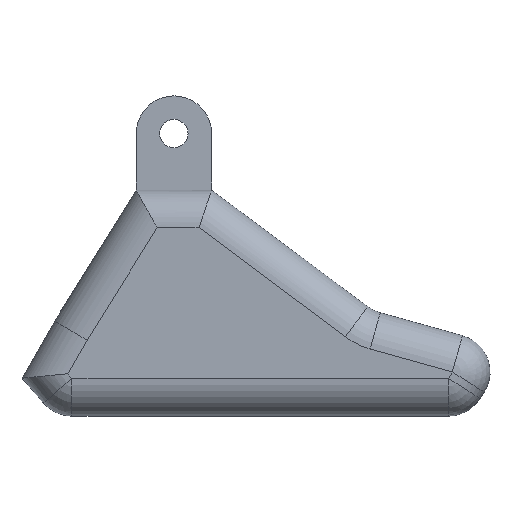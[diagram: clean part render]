
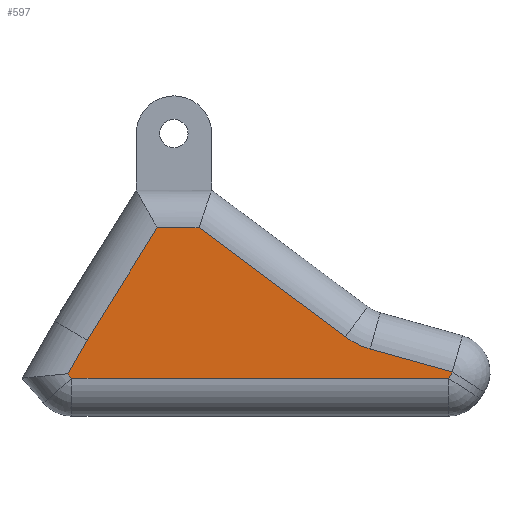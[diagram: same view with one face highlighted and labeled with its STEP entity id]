
A CAD part, left-side view. The second image highlights one B-rep face of the part: STEP entity #597.
In plain terms, the highlighted planar face has unit normal (-1, 0, 0).
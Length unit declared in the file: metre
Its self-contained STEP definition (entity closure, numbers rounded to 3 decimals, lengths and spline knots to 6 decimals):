
#50=LINE('',#953,#100);
#51=LINE('',#955,#101);
#52=LINE('',#957,#102);
#53=LINE('',#959,#103);
#54=LINE('',#961,#104);
#55=LINE('',#963,#105);
#56=LINE('',#965,#106);
#57=LINE('',#967,#107);
#100=VECTOR('',#740,1.);
#101=VECTOR('',#741,1.);
#102=VECTOR('',#742,1.);
#103=VECTOR('',#743,1.);
#104=VECTOR('',#744,1.);
#105=VECTOR('',#745,1.);
#106=VECTOR('',#746,1.);
#107=VECTOR('',#747,1.);
#150=ORIENTED_EDGE('',*,*,#326,.F.);
#151=ORIENTED_EDGE('',*,*,#327,.T.);
#152=ORIENTED_EDGE('',*,*,#328,.T.);
#153=ORIENTED_EDGE('',*,*,#329,.T.);
#154=ORIENTED_EDGE('',*,*,#330,.T.);
#155=ORIENTED_EDGE('',*,*,#331,.T.);
#156=ORIENTED_EDGE('',*,*,#332,.T.);
#157=ORIENTED_EDGE('',*,*,#333,.T.);
#158=ORIENTED_EDGE('',*,*,#334,.T.);
#326=EDGE_CURVE('',#414,#415,#462,.F.);
#327=EDGE_CURVE('',#414,#416,#50,.F.);
#328=EDGE_CURVE('',#416,#417,#51,.T.);
#329=EDGE_CURVE('',#417,#418,#52,.T.);
#330=EDGE_CURVE('',#418,#419,#53,.T.);
#331=EDGE_CURVE('',#419,#420,#54,.T.);
#332=EDGE_CURVE('',#420,#421,#55,.T.);
#333=EDGE_CURVE('',#421,#422,#56,.T.);
#334=EDGE_CURVE('',#422,#415,#57,.F.);
#414=VERTEX_POINT('',#951);
#415=VERTEX_POINT('',#952);
#416=VERTEX_POINT('',#954);
#417=VERTEX_POINT('',#956);
#418=VERTEX_POINT('',#958);
#419=VERTEX_POINT('',#960);
#420=VERTEX_POINT('',#962);
#421=VERTEX_POINT('',#964);
#422=VERTEX_POINT('',#966);
#462=CIRCLE('',#654,0.04);
#492=EDGE_LOOP('',(#150,#151,#152,#153,#154,#155,#156,#157,#158));
#538=FACE_BOUND('',#492,.T.);
#584=PLANE('',#653);
#597=ADVANCED_FACE('',(#538),#584,.F.);
#653=AXIS2_PLACEMENT_3D('',#949,#736,#737);
#654=AXIS2_PLACEMENT_3D('',#950,#738,#739);
#736=DIRECTION('',(1.,0.,0.));
#737=DIRECTION('',(0.,1.,0.));
#738=DIRECTION('',(1.,0.,0.));
#739=DIRECTION('',(0.,0.,-1.));
#740=DIRECTION('',(0.,-0.802,-0.598));
#741=DIRECTION('',(0.,1.,0.));
#742=DIRECTION('',(0.,0.528,-0.849));
#743=DIRECTION('',(0.,0.497,-0.868));
#744=DIRECTION('',(0.,-0.653,-0.757));
#745=DIRECTION('',(0.,-1.,0.));
#746=DIRECTION('',(0.,-0.532,0.846));
#747=DIRECTION('',(0.,-0.963,-0.269));
#949=CARTESIAN_POINT('',(-0.05,0.002388,-0.090987));
#950=CARTESIAN_POINT('',(-0.05,-0.114939,-0.075879));
#951=CARTESIAN_POINT('',(-0.05,-0.09102,-0.107939));
#952=CARTESIAN_POINT('',(-0.05,-0.104196,-0.114409));
#953=CARTESIAN_POINT('',(-0.05,-0.022888,-0.057107));
#954=CARTESIAN_POINT('',(-0.05,-0.013361,-0.05));
#955=CARTESIAN_POINT('',(-0.05,0.02,-0.05));
#956=CARTESIAN_POINT('',(-0.05,0.008889,-0.05));
#957=CARTESIAN_POINT('',(-0.05,0.04629,-0.11011));
#958=CARTESIAN_POINT('',(-0.05,0.046099,-0.109803));
#959=CARTESIAN_POINT('',(-0.05,0.063295,-0.1398));
#960=CARTESIAN_POINT('',(-0.05,0.056252,-0.127515));
#961=CARTESIAN_POINT('',(-0.05,0.048126,-0.136938));
#962=CARTESIAN_POINT('',(-0.05,0.054109,-0.13));
#963=CARTESIAN_POINT('',(-0.05,-0.156729,-0.13));
#964=CARTESIAN_POINT('',(-0.05,-0.145682,-0.13));
#965=CARTESIAN_POINT('',(-0.05,-0.162122,-0.103868));
#966=CARTESIAN_POINT('',(-0.05,-0.147836,-0.126577));
#967=CARTESIAN_POINT('',(-0.05,0.000759,-0.085144));
